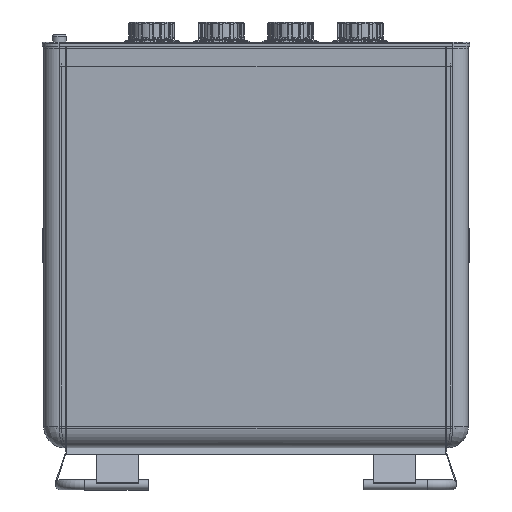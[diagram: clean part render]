
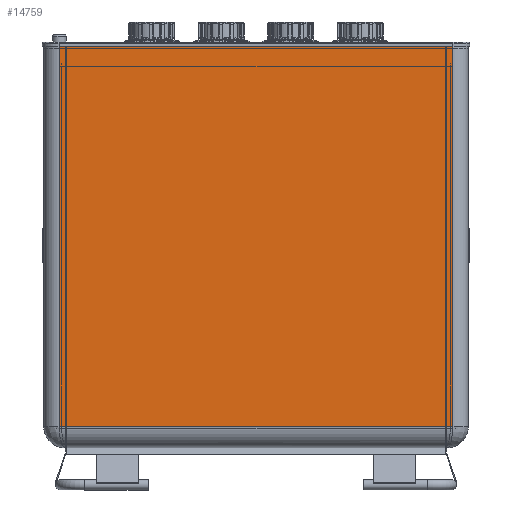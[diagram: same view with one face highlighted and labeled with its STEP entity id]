
A CAD part, left-side view. The second image highlights one B-rep face of the part: STEP entity #14759.
In plain terms, the highlighted face is planar.
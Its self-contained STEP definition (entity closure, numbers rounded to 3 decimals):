
#1246=PLANE('',#15933);
#1590=FACE_OUTER_BOUND('',#2543,.T.);
#2543=EDGE_LOOP('',(#10229,#10230,#10231,#10232,#10233,#10234,#10235,#10236,
#10237,#10238,#10239,#10240));
#4385=LINE('',#22510,#5334);
#4395=LINE('',#22539,#5344);
#4408=LINE('',#22585,#5357);
#4446=LINE('',#22747,#5395);
#4452=LINE('',#22760,#5401);
#4455=LINE('',#22770,#5404);
#4456=LINE('',#22771,#5405);
#4457=LINE('',#22773,#5406);
#4458=LINE('',#22775,#5407);
#4459=LINE('',#22777,#5408);
#4460=LINE('',#22779,#5409);
#4461=LINE('',#22780,#5410);
#5334=VECTOR('',#17846,10.);
#5344=VECTOR('',#17868,10.);
#5357=VECTOR('',#17909,10.);
#5395=VECTOR('',#18099,10.);
#5401=VECTOR('',#18115,10.);
#5404=VECTOR('',#18124,10.);
#5405=VECTOR('',#18125,10.);
#5406=VECTOR('',#18126,10.);
#5407=VECTOR('',#18127,10.);
#5408=VECTOR('',#18128,10.);
#5409=VECTOR('',#18129,10.);
#5410=VECTOR('',#18130,10.);
#6276=VERTEX_POINT('',#22507);
#6277=VERTEX_POINT('',#22509);
#6290=VERTEX_POINT('',#22537);
#6308=VERTEX_POINT('',#22582);
#6309=VERTEX_POINT('',#22584);
#6357=VERTEX_POINT('',#22746);
#6359=VERTEX_POINT('',#22759);
#6363=VERTEX_POINT('',#22769);
#6364=VERTEX_POINT('',#22772);
#6365=VERTEX_POINT('',#22774);
#6366=VERTEX_POINT('',#22776);
#6367=VERTEX_POINT('',#22778);
#7700=EDGE_CURVE('',#6277,#6276,#4385,.T.);
#7715=EDGE_CURVE('',#6276,#6290,#4395,.T.);
#7737=EDGE_CURVE('',#6309,#6308,#4408,.T.);
#7819=EDGE_CURVE('',#6357,#6309,#4446,.T.);
#7825=EDGE_CURVE('',#6359,#6357,#4452,.T.);
#7830=EDGE_CURVE('',#6363,#6308,#4455,.T.);
#7831=EDGE_CURVE('',#6363,#6277,#4456,.T.);
#7832=EDGE_CURVE('',#6364,#6290,#4457,.T.);
#7833=EDGE_CURVE('',#6365,#6364,#4458,.T.);
#7834=EDGE_CURVE('',#6365,#6366,#4459,.T.);
#7835=EDGE_CURVE('',#6366,#6367,#4460,.T.);
#7836=EDGE_CURVE('',#6359,#6367,#4461,.T.);
#10229=ORIENTED_EDGE('',*,*,#7825,.T.);
#10230=ORIENTED_EDGE('',*,*,#7819,.T.);
#10231=ORIENTED_EDGE('',*,*,#7737,.T.);
#10232=ORIENTED_EDGE('',*,*,#7830,.F.);
#10233=ORIENTED_EDGE('',*,*,#7831,.T.);
#10234=ORIENTED_EDGE('',*,*,#7700,.T.);
#10235=ORIENTED_EDGE('',*,*,#7715,.T.);
#10236=ORIENTED_EDGE('',*,*,#7832,.F.);
#10237=ORIENTED_EDGE('',*,*,#7833,.F.);
#10238=ORIENTED_EDGE('',*,*,#7834,.T.);
#10239=ORIENTED_EDGE('',*,*,#7835,.T.);
#10240=ORIENTED_EDGE('',*,*,#7836,.F.);
#14759=ADVANCED_FACE('',(#1590),#1246,.T.);
#15933=AXIS2_PLACEMENT_3D('',#22768,#18122,#18123);
#17846=DIRECTION('',(1.,0.,0.));
#17868=DIRECTION('',(0.,0.,-1.));
#17909=DIRECTION('',(0.,0.,-1.));
#18099=DIRECTION('',(1.,0.,0.));
#18115=DIRECTION('',(0.,0.,1.));
#18122=DIRECTION('center_axis',(0.,-1.,0.));
#18123=DIRECTION('ref_axis',(-1.,0.,0.));
#18124=DIRECTION('',(-1.,0.,0.));
#18125=DIRECTION('',(0.,0.,1.));
#18126=DIRECTION('',(-1.,0.,0.));
#18127=DIRECTION('',(0.,0.,-1.));
#18128=DIRECTION('',(-1.,0.,0.));
#18129=DIRECTION('',(0.,0.,-1.));
#18130=DIRECTION('',(-1.,0.,0.));
#22507=CARTESIAN_POINT('',(495.,-340.,-10.));
#22509=CARTESIAN_POINT('',(492.5,-340.,-10.));
#22510=CARTESIAN_POINT('',(501.25,-340.,-10.));
#22537=CARTESIAN_POINT('',(495.,-340.,-994.));
#22539=CARTESIAN_POINT('',(495.,-340.,-322.525));
#22582=CARTESIAN_POINT('',(-492.5,-340.,-994.));
#22584=CARTESIAN_POINT('',(-492.5,-340.,-10.));
#22585=CARTESIAN_POINT('',(-492.5,-340.,-322.525));
#22746=CARTESIAN_POINT('',(-495.,-340.,-10.));
#22747=CARTESIAN_POINT('',(7.5,-340.,-10.));
#22759=CARTESIAN_POINT('',(-495.,-340.,-994.));
#22760=CARTESIAN_POINT('',(-495.,-340.,-322.525));
#22768=CARTESIAN_POINT('Origin',(510.,-340.,0.));
#22769=CARTESIAN_POINT('',(492.5,-340.,-994.));
#22770=CARTESIAN_POINT('',(255.,-340.,-994.));
#22771=CARTESIAN_POINT('',(492.5,-340.,-322.525));
#22772=CARTESIAN_POINT('',(510.,-340.,-994.));
#22773=CARTESIAN_POINT('',(255.,-340.,-994.));
#22774=CARTESIAN_POINT('',(510.,-340.,0.));
#22775=CARTESIAN_POINT('',(510.,-340.,0.));
#22776=CARTESIAN_POINT('',(-510.,-340.,0.));
#22777=CARTESIAN_POINT('',(510.,-340.,0.));
#22778=CARTESIAN_POINT('',(-510.,-340.,-994.));
#22779=CARTESIAN_POINT('',(-510.,-340.,0.));
#22780=CARTESIAN_POINT('',(255.,-340.,-994.));
